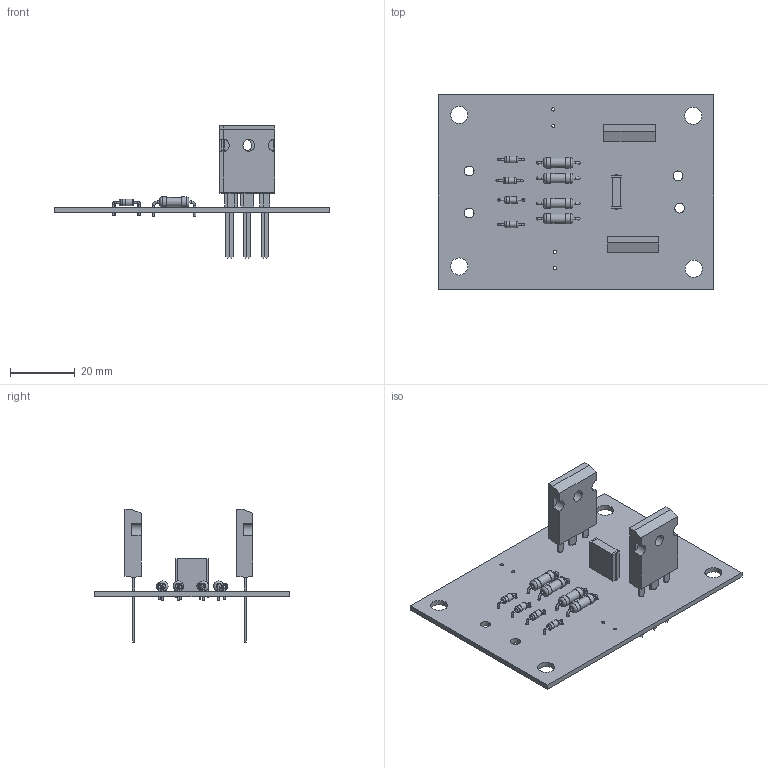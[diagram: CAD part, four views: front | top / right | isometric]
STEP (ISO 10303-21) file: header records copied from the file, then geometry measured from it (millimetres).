
FILE_DESCRIPTION(('KiCad electronic assembly'),'2;1');
FILE_NAME('ZVS Driver.step','2025-10-15T20:35:35',('Pcbnew'),('Kicad'), 'Open CASCADE STEP processor 7.7','KiCad to STEP converter','Unknown' );
FILE_SCHEMA(('AUTOMOTIVE_DESIGN { 1 0 10303 214 1 1 1 1 }'));
Length unit declared in the file: millimetre
Products named in the file (10): ZVS Driver 1; R_Axial_DIN0309_L9.0mm_D3.2mm_P12.70mm_Horizontal; R_Axial_DIN0309_L90mm_D32mm_P1270mm_Horizontal; D_DO-35_SOD27_P7.62mm_Horizontal; TO-247-3_Vertical; C_Rect_L11.0mm_W2.8mm_P10.00mm_MKT; C_Rect_L110mm_W28mm_P1000mm_MKT; ZVS Driver_PCB
Assembly tree (16 placements, depth 3):
  ZVS Driver 1
    R_Axial_DIN0309_L9.0mm_D3.2mm_P12.70mm_Horizontal  x4
      R_Axial_DIN0309_L90mm_D32mm_P1270mm_Horizontal
    D_DO-35_SOD27_P7.62mm_Horizontal  x4
      D_DO-35_SOD27_P7.62mm_Horizontal
    TO-247-3_Vertical  x2
      TO-247-3_Vertical
    C_Rect_L11.0mm_W2.8mm_P10.00mm_MKT
      C_Rect_L110mm_W28mm_P1000mm_MKT
    ZVS Driver_PCB
Bounding box: 85 x 60 x 41.1 mm (x, y, z)
Volume: 11744.5 mm3; surface area: 14336.6 mm2
Topology: 16 solids, 16 shells, 324 faces, 732 edges, 472 vertices
Faces by surface type: plane 192, cylinder 100, torus 32
Full cylindrical faces by diameter (mm): 0.5 x14, 0.7 x16, 0.8 x18, 1 x4, 1.5 x6, 2 x8, 2.02 x4, 2.88 x4, 3 x4, 3.2 x8, 3.61 x2, 5.3 x4, 7.19 x2, 7.4 x2
Entity records: 6030 total; most frequent: DIRECTION 890, CARTESIAN_POINT 844, ORIENTED_EDGE 804, EDGE_CURVE 402, AXIS2_PLACEMENT_3D 310, LINE 270, VECTOR 270, VERTEX_POINT 264
